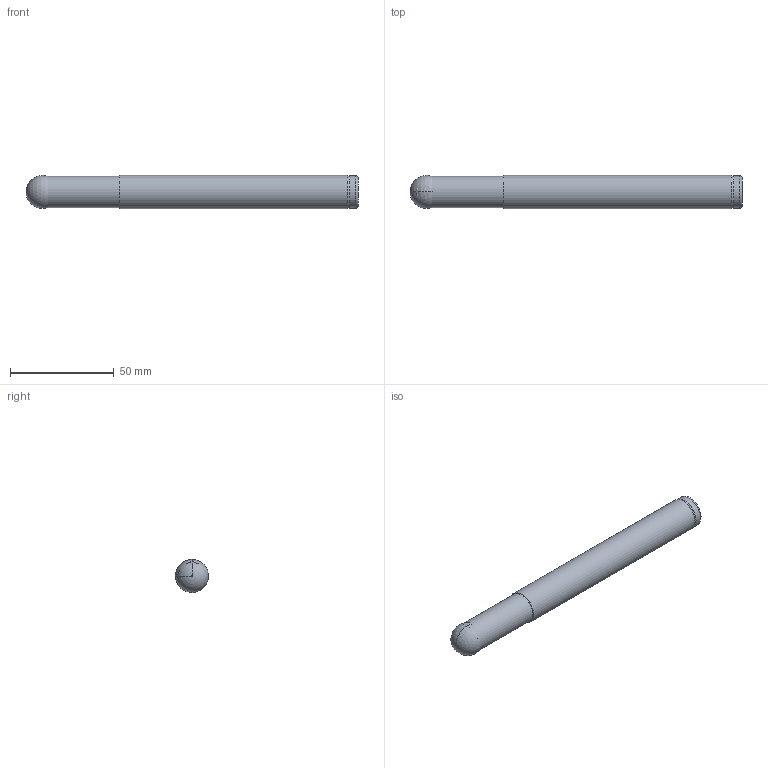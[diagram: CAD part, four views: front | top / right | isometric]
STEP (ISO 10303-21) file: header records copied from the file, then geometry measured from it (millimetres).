
FILE_DESCRIPTION(/* description */ (''),/* implementation_level */ '2;1');
FILE_NAME(/* name */ 'APMR-RO16-D16-C16-L160.stp',/* time_stamp */ '2023-10-02T09:29:52+03:00',/* author */ (''),/* organization */ (''),/* preprocessor_version */ 'ST-DEVELOPER v19.4',/* originating_system */ 'SIEMENS PLM Software NX2306.5001',/* authorisation */ '');
FILE_SCHEMA (('AUTOMOTIVE_DESIGN { 1 0 10303 214 3 1 1 1 }'));
Length unit declared in the file: millimetre
Products named in the file (1): APMR-RO16-D16-C16-L160-LIGHT_x_t_objects
Bounding box: 160 x 16 x 16 mm (x, y, z)
Volume: 32728.6 mm3; surface area: 8883.2 mm2
Topology: 2 solids, 2 shells, 12 faces, 23 edges, 13 vertices
Faces by surface type: cylinder 5, sphere 3, plane 2, cone 1, torus 1
Full cylindrical faces by diameter (mm): 15.1 x1, 15.5 x1, 16 x1
Entity records: 298 total; most frequent: DIRECTION 54, CARTESIAN_POINT 39, ORIENTED_EDGE 30, AXIS2_PLACEMENT_3D 26, EDGE_LOOP 18, EDGE_CURVE 15, CIRCLE 13, FACE_BOUND 12
